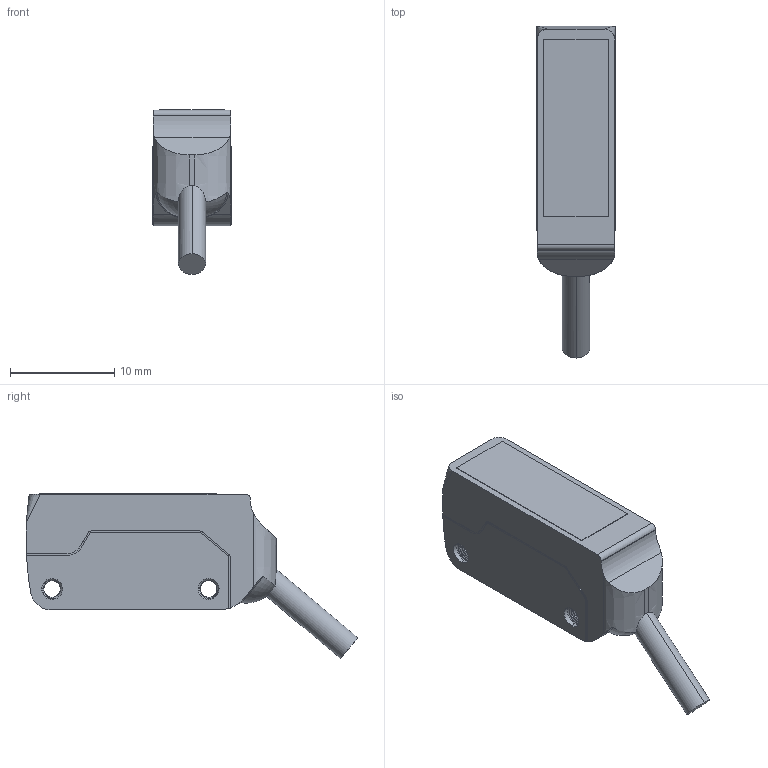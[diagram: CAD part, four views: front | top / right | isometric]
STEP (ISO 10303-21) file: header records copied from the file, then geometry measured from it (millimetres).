
FILE_DESCRIPTION((''),'2;1');
FILE_NAME('DM_CAD-1818B_SW0001','2015-02-25T',('Creinig-se'),(''),'PRO/ENGINEER BY PARAMETRIC TECHNOLOGY CORPORATION, 2013050','PRO/ENGINEER BY PARAMETRIC TECHNOLOGY CORPORATION, 2013050','');
FILE_SCHEMA(('CONFIG_CONTROL_DESIGN'));
Length unit declared in the file: millimetre
Products named in the file (1): DM_CAD-1818B_SW0001
Bounding box: 7.5 x 31.8 x 15.81 mm (x, y, z)
Volume: 1852.1 mm3; surface area: 1159.7 mm2
Topology: 1 solids, 1 shells, 227 faces, 634 edges, 408 vertices
Faces by surface type: cylinder 118, bspline 45, plane 41, cone 16, extrusion 4, torus 2, revolution 1
Entity records: 21503 total; most frequent: CARTESIAN_POINT 14694, ORIENTED_EDGE 1264, DIRECTION 775, EDGE_CURVE 632, VERTEX_POINT 408, B_SPLINE_CURVE_WITH_KNOTS 305, AXIS2_PLACEMENT_3D 261, VECTOR 252
